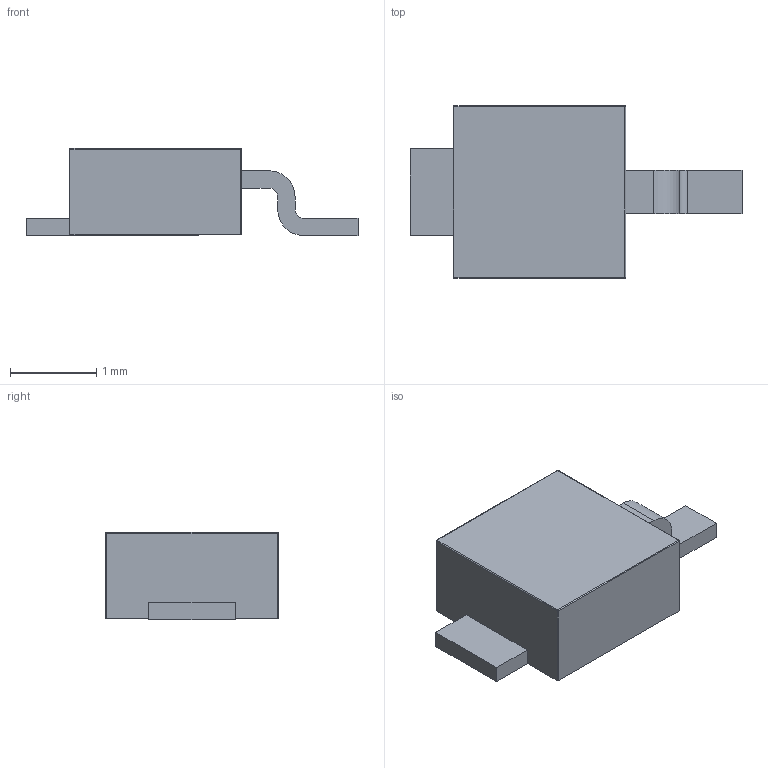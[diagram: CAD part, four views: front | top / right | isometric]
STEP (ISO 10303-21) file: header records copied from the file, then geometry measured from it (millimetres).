
FILE_DESCRIPTION (( 'STEP AP214' ), '1' );
FILE_NAME ('User Library-DO-216AA.STEP', '2010-06-01T06:26:43', ( 'SysAdmin' ), ( 'SolidWorks' ), 'SwSTEP 2.0', 'SolidWorks 2010', '' );
FILE_SCHEMA (( 'AUTOMOTIVE_DESIGN' ));
Length unit declared in the file: millimetre
Products named in the file (1): User Library-DO-216AA
Bounding box: 3.85 x 2 x 1.01 mm (x, y, z)
Volume: 4.3 mm3; surface area: 19.6 mm2
Topology: 1 solids, 1 shells, 37 faces, 94 edges, 56 vertices
Faces by surface type: plane 21, cylinder 12, sphere 4
Entity records: 1513 total; most frequent: DIRECTION 190, CARTESIAN_POINT 184, ORIENTED_EDGE 180, EDGE_CURVE 90, VECTOR 66, LINE 66, AXIS2_PLACEMENT_3D 62, VERTEX_POINT 56
